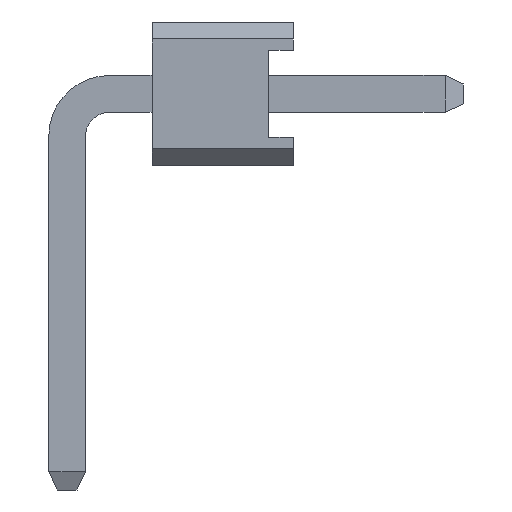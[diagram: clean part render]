
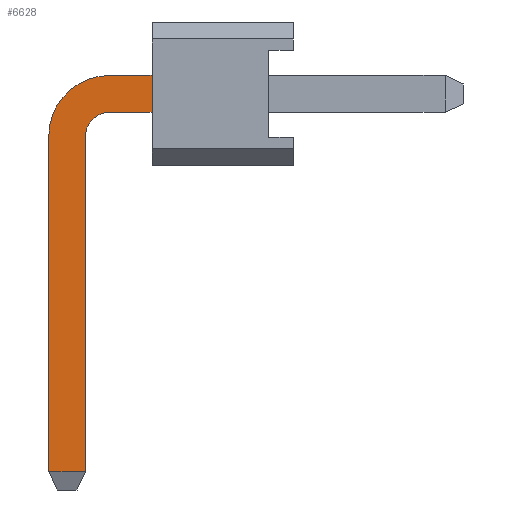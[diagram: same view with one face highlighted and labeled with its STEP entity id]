
A CAD part, left-side view. The second image highlights one B-rep face of the part: STEP entity #6628.
In plain terms, the highlighted planar face has unit normal (-1, 0, 0).
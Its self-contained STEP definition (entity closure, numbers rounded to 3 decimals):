
#375 = CARTESIAN_POINT ( 'NONE',  ( -0.325, 3.675, -0.75 ) ) ;
#2836 = DIRECTION ( 'NONE',  ( 0., 0., 1. ) ) ;
#2837 = VECTOR ( 'NONE', #2836, 1000. ) ;
#2838 = CARTESIAN_POINT ( 'NONE',  ( -0.325, 2.5, -1.27 ) ) ;
#2839 = LINE ( 'NONE', #2838, #2837 ) ;
#2862 = CARTESIAN_POINT ( 'NONE',  ( -0.325, 2.5, 0.325 ) ) ;
#2863 = CARTESIAN_POINT ( 'NONE',  ( -0.325, 2.5, -0.325 ) ) ;
#3859 = DIRECTION ( 'NONE',  ( 0., -1., 0. ) ) ;
#3860 = VECTOR ( 'NONE', #3859, 1000. ) ;
#3861 = CARTESIAN_POINT ( 'NONE',  ( -0.325, 3.25, -6.678 ) ) ;
#3862 = LINE ( 'NONE', #3861, #3860 ) ;
#3863 = CARTESIAN_POINT ( 'NONE',  ( -0.325, 4.325, -6.678 ) ) ;
#3874 = CARTESIAN_POINT ( 'NONE',  ( -0.325, 4.325, -0.75 ) ) ;
#3875 = DIRECTION ( 'NONE',  ( 0., 0., -1. ) ) ;
#3876 = VECTOR ( 'NONE', #3875, 1000. ) ;
#3877 = CARTESIAN_POINT ( 'NONE',  ( -0.325, 4.325, -0.75 ) ) ;
#3878 = LINE ( 'NONE', #3877, #3876 ) ;
#3879 = DIRECTION ( 'NONE',  ( 0., 0., -1. ) ) ;
#3880 = VECTOR ( 'NONE', #3879, 1000. ) ;
#3881 = CARTESIAN_POINT ( 'NONE',  ( -0.325, 3.675, -0.75 ) ) ;
#3882 = LINE ( 'NONE', #3881, #3880 ) ;
#3883 = CARTESIAN_POINT ( 'NONE',  ( -0.325, 3.675, -6.678 ) ) ;
#3961 = DIRECTION ( 'NONE',  ( 0., 0., -1. ) ) ;
#3962 = DIRECTION ( 'NONE',  ( 1., 0., 0. ) ) ;
#3963 = CARTESIAN_POINT ( 'NONE',  ( -0.325, 3.25, 0.325 ) ) ;
#3964 = AXIS2_PLACEMENT_3D ( 'NONE', #3963, #3962, #3961 ) ;
#3965 = PLANE ( 'NONE',  #3964 ) ;
#3968 = FACE_OUTER_BOUND ( 'NONE', #6594, .T. ) ;
#3985 = CARTESIAN_POINT ( 'NONE',  ( -0.325, 3.25, -0.325 ) ) ;
#3986 = DIRECTION ( 'NONE',  ( 0., 0., 1. ) ) ;
#3987 = DIRECTION ( 'NONE',  ( -1., 0., 0. ) ) ;
#3988 = CARTESIAN_POINT ( 'NONE',  ( -0.325, 3.25, -0.75 ) ) ;
#3989 = AXIS2_PLACEMENT_3D ( 'NONE', #3988, #3987, #3986 ) ;
#3990 = CIRCLE ( 'NONE', #3989, 0.425 ) ;
#3991 = DIRECTION ( 'NONE',  ( 0., -1., 0. ) ) ;
#3992 = VECTOR ( 'NONE', #3991, 1000. ) ;
#3993 = CARTESIAN_POINT ( 'NONE',  ( -0.325, 3.25, -0.325 ) ) ;
#3994 = LINE ( 'NONE', #3993, #3992 ) ;
#4059 = CARTESIAN_POINT ( 'NONE',  ( -0.325, 3.25, 0.325 ) ) ;
#4060 = DIRECTION ( 'NONE',  ( 0., -1., 0. ) ) ;
#4061 = VECTOR ( 'NONE', #4060, 1000. ) ;
#4062 = CARTESIAN_POINT ( 'NONE',  ( -0.325, 3.25, 0.325 ) ) ;
#4063 = LINE ( 'NONE', #4062, #4061 ) ;
#4064 = DIRECTION ( 'NONE',  ( 0., 0., 1. ) ) ;
#4065 = DIRECTION ( 'NONE',  ( -1., 0., 0. ) ) ;
#4066 = CARTESIAN_POINT ( 'NONE',  ( -0.325, 3.25, -0.75 ) ) ;
#4067 = AXIS2_PLACEMENT_3D ( 'NONE', #4066, #4065, #4064 ) ;
#4068 = CIRCLE ( 'NONE', #4067, 1.075 ) ;
#4347 = VERTEX_POINT ( 'NONE', #375 ) ;
#5839 = EDGE_CURVE ( 'NONE', #5856, #5857, #2839, .T. ) ;
#5856 = VERTEX_POINT ( 'NONE', #2863 ) ;
#5857 = VERTEX_POINT ( 'NONE', #2862 ) ;
#6178 = ORIENTED_EDGE ( 'NONE', *, *, #6638, .F. ) ;
#6588 = VERTEX_POINT ( 'NONE', #3883 ) ;
#6591 = EDGE_CURVE ( 'NONE', #4347, #6588, #3882, .T. ) ;
#6593 = ORIENTED_EDGE ( 'NONE', *, *, #6597, .T. ) ;
#6594 = EDGE_LOOP ( 'NONE', ( #6593, #6600, #6599, #6178, #6649, #6646, #6650, #6636 ) ) ;
#6597 = EDGE_CURVE ( 'NONE', #6598, #6603, #3878, .T. ) ;
#6598 = VERTEX_POINT ( 'NONE', #3874 ) ;
#6599 = ORIENTED_EDGE ( 'NONE', *, *, #6591, .F. ) ;
#6600 = ORIENTED_EDGE ( 'NONE', *, *, #6606, .T. ) ;
#6603 = VERTEX_POINT ( 'NONE', #3863 ) ;
#6606 = EDGE_CURVE ( 'NONE', #6603, #6588, #3862, .T. ) ;
#6628 = ADVANCED_FACE ( 'NONE', ( #3968 ), #3965, .F. ) ;
#6634 = EDGE_CURVE ( 'NONE', #6639, #5856, #3994, .T. ) ;
#6636 = ORIENTED_EDGE ( 'NONE', *, *, #6645, .T. ) ;
#6638 = EDGE_CURVE ( 'NONE', #6639, #4347, #3990, .T. ) ;
#6639 = VERTEX_POINT ( 'NONE', #3985 ) ;
#6645 = EDGE_CURVE ( 'NONE', #6651, #6598, #4068, .T. ) ;
#6646 = ORIENTED_EDGE ( 'NONE', *, *, #5839, .T. ) ;
#6647 = EDGE_CURVE ( 'NONE', #6651, #5857, #4063, .T. ) ;
#6649 = ORIENTED_EDGE ( 'NONE', *, *, #6634, .T. ) ;
#6650 = ORIENTED_EDGE ( 'NONE', *, *, #6647, .F. ) ;
#6651 = VERTEX_POINT ( 'NONE', #4059 ) ;
